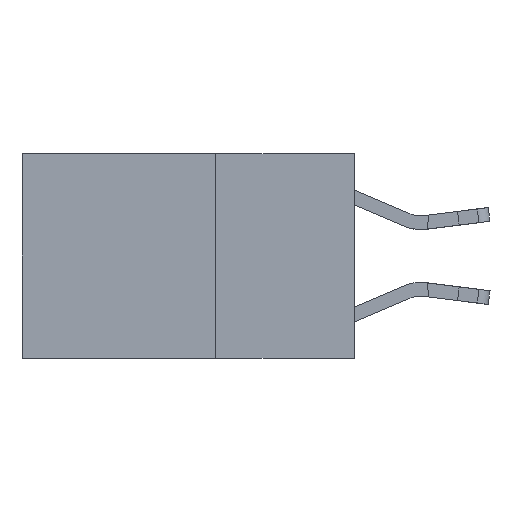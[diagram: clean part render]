
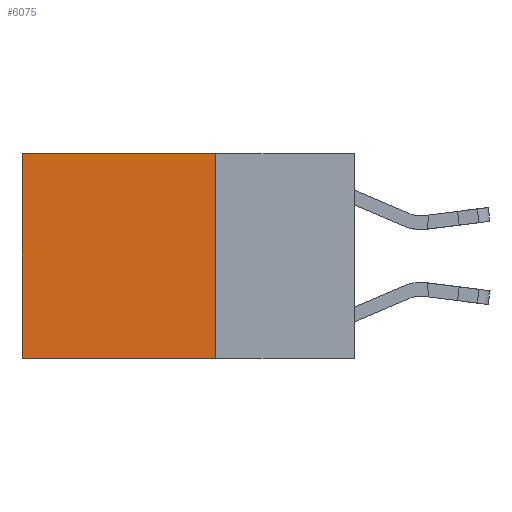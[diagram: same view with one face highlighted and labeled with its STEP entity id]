
A CAD part, left-side view. The second image highlights one B-rep face of the part: STEP entity #6075.
In plain terms, the highlighted planar face has unit normal (-1, 0, 0).
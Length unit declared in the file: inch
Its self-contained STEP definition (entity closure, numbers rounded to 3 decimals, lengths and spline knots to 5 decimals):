
#1 = CARTESIAN_POINT ( 'NONE',  ( 0.2625, 0.25, 0. ) ) ;
#468 = VERTEX_POINT ( 'NONE', #11429 ) ;
#783 = LINE ( 'NONE', #2591, #12831 ) ;
#1005 = DIRECTION ( 'NONE',  ( 0., 0., -1. ) ) ;
#1547 = DIRECTION ( 'NONE',  ( 0., 1., 0. ) ) ;
#1853 = VECTOR ( 'NONE', #1547, 39.37008 ) ;
#2209 = DIRECTION ( 'NONE',  ( 0., 1., 0. ) ) ;
#2591 = CARTESIAN_POINT ( 'NONE',  ( 0.2625, 0.6, 0. ) ) ;
#2784 = DIRECTION ( 'NONE',  ( 1., 0., 0. ) ) ;
#3063 = LINE ( 'NONE', #12044, #11464 ) ;
#6075 = ADVANCED_FACE ( 'NONE', ( #14523 ), #16758, .F. ) ;
#6360 = EDGE_CURVE ( 'NONE', #16012, #468, #3063, .T. ) ;
#7125 = ORIENTED_EDGE ( 'NONE', *, *, #19287, .T. ) ;
#7871 = LINE ( 'NONE', #19186, #15366 ) ;
#8068 = DIRECTION ( 'NONE',  ( 0., 0., -1. ) ) ;
#8092 = EDGE_CURVE ( 'NONE', #468, #10845, #7871, .T. ) ;
#8716 = ORIENTED_EDGE ( 'NONE', *, *, #15617, .T. ) ;
#9485 = CARTESIAN_POINT ( 'NONE',  ( 0.2625, 0.6, 0. ) ) ;
#10831 = LINE ( 'NONE', #1, #1853 ) ;
#10845 = VERTEX_POINT ( 'NONE', #12601 ) ;
#11429 = CARTESIAN_POINT ( 'NONE',  ( 0.2625, 0.25, -0.37 ) ) ;
#11464 = VECTOR ( 'NONE', #1005, 39.37008 ) ;
#12044 = CARTESIAN_POINT ( 'NONE',  ( 0.2625, 0.25, 0. ) ) ;
#12601 = CARTESIAN_POINT ( 'NONE',  ( 0.2625, 0.6, -0.37 ) ) ;
#12831 = VECTOR ( 'NONE', #8068, 39.37008 ) ;
#13242 = ORIENTED_EDGE ( 'NONE', *, *, #8092, .F. ) ;
#13562 = CARTESIAN_POINT ( 'NONE',  ( 0.2625, 0.25, 0. ) ) ;
#14523 = FACE_OUTER_BOUND ( 'NONE', #16525, .T. ) ;
#15218 = CARTESIAN_POINT ( 'NONE',  ( 0.2625, 0.25, 0. ) ) ;
#15366 = VECTOR ( 'NONE', #2209, 39.37008 ) ;
#15617 = EDGE_CURVE ( 'NONE', #16012, #16244, #10831, .T. ) ;
#16012 = VERTEX_POINT ( 'NONE', #13562 ) ;
#16244 = VERTEX_POINT ( 'NONE', #9485 ) ;
#16525 = EDGE_LOOP ( 'NONE', ( #7125, #13242, #18686, #8716 ) ) ;
#16758 = PLANE ( 'NONE',  #17700 ) ;
#17700 = AXIS2_PLACEMENT_3D ( 'NONE', #15218, #2784, #18277 ) ;
#18277 = DIRECTION ( 'NONE',  ( 0., 0., -1. ) ) ;
#18686 = ORIENTED_EDGE ( 'NONE', *, *, #6360, .F. ) ;
#19186 = CARTESIAN_POINT ( 'NONE',  ( 0.2625, 0.25, -0.37 ) ) ;
#19287 = EDGE_CURVE ( 'NONE', #16244, #10845, #783, .T. ) ;
